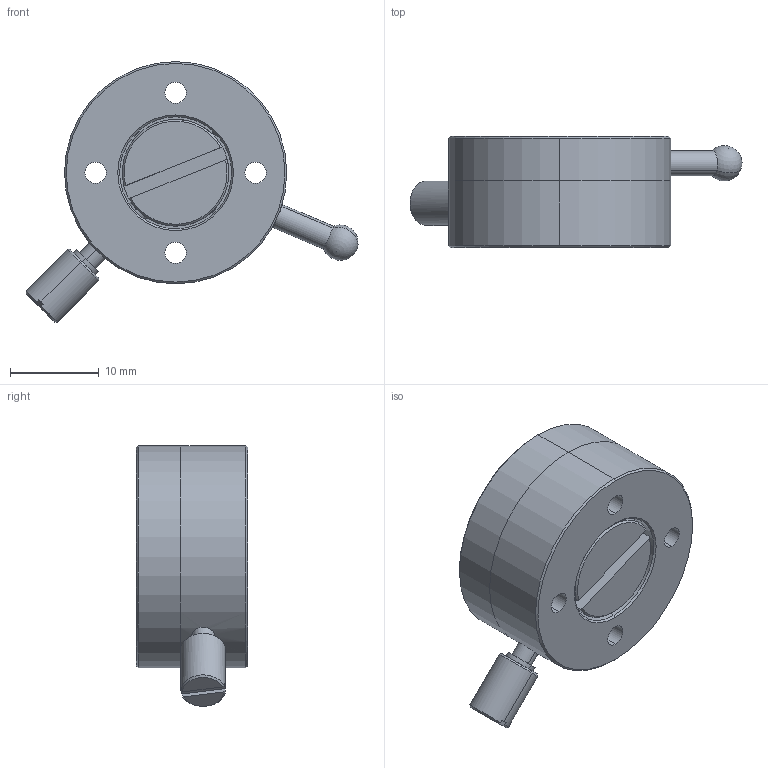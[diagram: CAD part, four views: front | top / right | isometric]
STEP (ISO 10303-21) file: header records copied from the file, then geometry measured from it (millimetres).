
FILE_DESCRIPTION (( 'STEP AP203' ), '1' );
FILE_NAME ('DLF11-25.STEP', '2025-03-27T10:30:27', ( '' ), ( '' ), 'SwSTEP 2.0', 'SolidWorks 2024', '' );
FILE_SCHEMA (( 'CONFIG_CONTROL_DESIGN' ));
Length unit declared in the file: millimetre
Products named in the file (1): DLF11-25
Bounding box: 37.35 x 12.5 x 29.33 mm (x, y, z)
Surface area: 2964.2 mm2 (no closed solid volume)
Topology: 0 solids, 8 shells, 98 faces, 259 edges, 164 vertices
Faces by surface type: cylinder 52, cone 32, plane 12, sphere 2
Entity records: 3168 total; most frequent: CARTESIAN_POINT 606, DIRECTION 586, ORIENTED_EDGE 446, EDGE_CURVE 254, AXIS2_PLACEMENT_3D 245, VERTEX_POINT 161, CIRCLE 146, EDGE_LOOP 118
